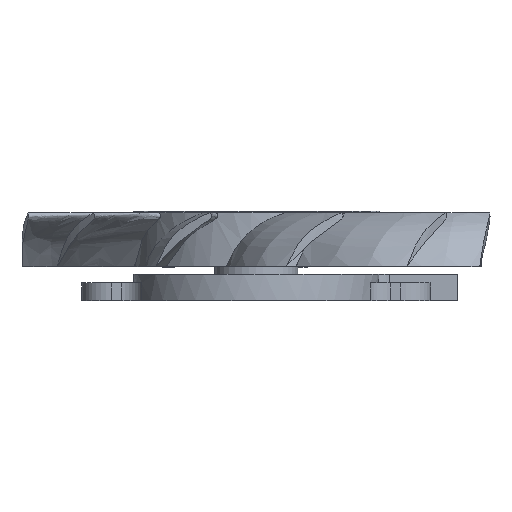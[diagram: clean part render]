
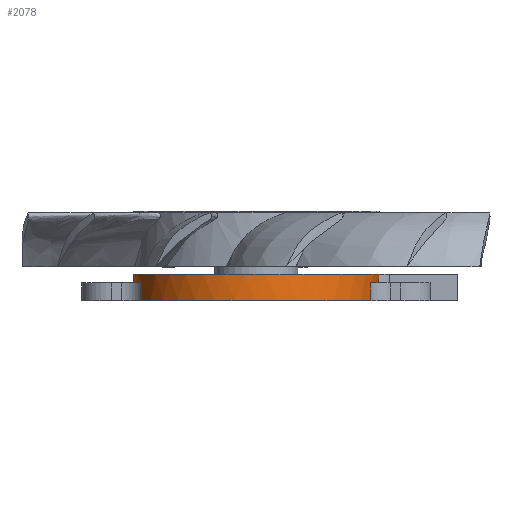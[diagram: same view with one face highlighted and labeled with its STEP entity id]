
A CAD part, top view. The second image highlights one B-rep face of the part: STEP entity #2078.
In plain terms, the highlighted cylindrical face has radius 14.4 mm (diameter 28.8 mm), a partial arc.
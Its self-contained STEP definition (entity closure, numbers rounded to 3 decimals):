
#87=CARTESIAN_POINT('',(0.,0.,0.));
#88=DIRECTION('',(0.,1.,0.));
#89=DIRECTION('',(0.215,0.,-0.977));
#90=AXIS2_PLACEMENT_3D('',#87,#88,#89);
#105=CARTESIAN_POINT('',(0.,0.,0.));
#106=DIRECTION('',(0.,1.,0.));
#107=DIRECTION('',(-0.912,0.,-0.41));
#108=AXIS2_PLACEMENT_3D('',#105,#106,#107);
#123=CARTESIAN_POINT('',(0.,0.,0.));
#124=DIRECTION('',(0.,1.,0.));
#125=DIRECTION('',(-0.935,0.,0.355));
#126=AXIS2_PLACEMENT_3D('',#123,#124,#125);
#141=CARTESIAN_POINT('',(0.,0.,0.));
#142=DIRECTION('',(0.,1.,0.));
#143=DIRECTION('',(0.935,0.,-0.355));
#144=AXIS2_PLACEMENT_3D('',#141,#142,#143);
#271=DIRECTION('',(0.,1.,0.));
#272=VECTOR('',#271,3.1);
#273=CARTESIAN_POINT('',(3.102,0.,-14.062));
#274=LINE('',#273,#272);
#275=CARTESIAN_POINT('',(0.,3.1,0.));
#276=DIRECTION('',(0.,1.,0.));
#277=DIRECTION('',(0.215,0.,-0.977));
#278=AXIS2_PLACEMENT_3D('',#275,#276,#277);
#280=DIRECTION('',(0.,-1.,0.));
#281=VECTOR('',#280,3.1);
#282=CARTESIAN_POINT('',(13.362,3.1,-5.368));
#283=LINE('',#282,#281);
#284=DIRECTION('',(0.,1.,0.));
#285=VECTOR('',#284,2.1);
#286=CARTESIAN_POINT('',(13.462,0.,-5.112));
#287=LINE('',#286,#285);
#288=CARTESIAN_POINT('',(0.,2.1,0.));
#289=DIRECTION('',(0.,-1.,0.));
#290=DIRECTION('',(0.935,0.,-0.355));
#291=AXIS2_PLACEMENT_3D('',#288,#289,#290);
#293=DIRECTION('',(0.,-1.,0.));
#294=VECTOR('',#293,2.1);
#295=CARTESIAN_POINT('',(13.462,2.1,5.112));
#296=LINE('',#295,#294);
#297=DIRECTION('',(0.,1.,0.));
#298=VECTOR('',#297,2.1);
#299=CARTESIAN_POINT('',(-13.462,0.,5.112));
#300=LINE('',#299,#298);
#301=CARTESIAN_POINT('',(0.,2.1,0.));
#302=DIRECTION('',(0.,-1.,0.));
#303=DIRECTION('',(-0.935,0.,0.355));
#304=AXIS2_PLACEMENT_3D('',#301,#302,#303);
#306=DIRECTION('',(0.,-1.,0.));
#307=VECTOR('',#306,2.1);
#308=CARTESIAN_POINT('',(-13.462,2.1,-5.112));
#309=LINE('',#308,#307);
#310=DIRECTION('',(0.,1.,0.));
#311=VECTOR('',#310,2.1);
#312=CARTESIAN_POINT('',(-13.134,0.,-5.904));
#313=LINE('',#312,#311);
#314=DIRECTION('',(0.,-1.,0.));
#315=VECTOR('',#314,2.1);
#316=CARTESIAN_POINT('',(-5.904,2.1,-13.134));
#317=LINE('',#316,#315);
#1383=CARTESIAN_POINT('',(0.,2.1,0.));
#1384=DIRECTION('',(0.,1.,0.));
#1385=DIRECTION('',(-0.41,0.,-0.912));
#1386=AXIS2_PLACEMENT_3D('',#1383,#1384,#1385);
#1545=CARTESIAN_POINT('',(-13.134,0.,-5.904));
#1546=CARTESIAN_POINT('',(-13.134,2.1,-5.904));
#1547=VERTEX_POINT('',#1545);
#1548=VERTEX_POINT('',#1546);
#1553=CARTESIAN_POINT('',(-13.462,2.1,-5.112));
#1554=CARTESIAN_POINT('',(-13.462,0.,-5.112));
#1555=VERTEX_POINT('',#1553);
#1556=VERTEX_POINT('',#1554);
#1561=CARTESIAN_POINT('',(-13.462,0.,5.112));
#1562=CARTESIAN_POINT('',(-13.462,2.1,5.112));
#1563=VERTEX_POINT('',#1561);
#1564=VERTEX_POINT('',#1562);
#1569=CARTESIAN_POINT('',(-5.904,2.1,-13.134));
#1570=CARTESIAN_POINT('',(-5.904,0.,-13.134));
#1571=VERTEX_POINT('',#1569);
#1572=VERTEX_POINT('',#1570);
#1577=CARTESIAN_POINT('',(13.462,0.,-5.112));
#1578=CARTESIAN_POINT('',(13.462,2.1,-5.112));
#1579=VERTEX_POINT('',#1577);
#1580=VERTEX_POINT('',#1578);
#1585=CARTESIAN_POINT('',(13.462,2.1,5.112));
#1586=CARTESIAN_POINT('',(13.462,0.,5.112));
#1587=VERTEX_POINT('',#1585);
#1588=VERTEX_POINT('',#1586);
#1625=CARTESIAN_POINT('',(13.362,3.1,-5.368));
#1626=CARTESIAN_POINT('',(13.362,0.,-5.368));
#1627=VERTEX_POINT('',#1625);
#1628=VERTEX_POINT('',#1626);
#1683=CARTESIAN_POINT('',(3.102,0.,-14.062));
#1684=CARTESIAN_POINT('',(3.102,3.1,-14.062));
#1685=VERTEX_POINT('',#1683);
#1686=VERTEX_POINT('',#1684);
#2045=CARTESIAN_POINT('',(0.,0.,0.));
#2046=DIRECTION('',(0.,1.,0.));
#2047=DIRECTION('',(1.,0.,0.));
#2048=AXIS2_PLACEMENT_3D('',#2045,#2046,#2047);
#2049=CYLINDRICAL_SURFACE('',#2048,14.4);
#2051=ORIENTED_EDGE('',*,*,#2050,.T.);
#2053=ORIENTED_EDGE('',*,*,#2052,.T.);
#2055=ORIENTED_EDGE('',*,*,#2054,.T.);
#2056=ORIENTED_EDGE('',*,*,#1889,.F.);
#2058=ORIENTED_EDGE('',*,*,#2057,.T.);
#2059=ORIENTED_EDGE('',*,*,#2003,.T.);
#2060=ORIENTED_EDGE('',*,*,#2037,.T.);
#2061=ORIENTED_EDGE('',*,*,#1877,.F.);
#2063=ORIENTED_EDGE('',*,*,#2062,.T.);
#2065=ORIENTED_EDGE('',*,*,#2064,.T.);
#2067=ORIENTED_EDGE('',*,*,#2066,.T.);
#2068=ORIENTED_EDGE('',*,*,#1865,.F.);
#2070=ORIENTED_EDGE('',*,*,#2069,.T.);
#2072=ORIENTED_EDGE('',*,*,#2071,.F.);
#2074=ORIENTED_EDGE('',*,*,#2073,.T.);
#2075=ORIENTED_EDGE('',*,*,#1853,.F.);
#2076=EDGE_LOOP('',(#2051,#2053,#2055,#2056,#2058,#2059,#2060,#2061,#2063,#2065,
#2067,#2068,#2070,#2072,#2074,#2075));
#2077=FACE_OUTER_BOUND('',#2076,.F.);
#91=CIRCLE('',#90,14.4);
#109=CIRCLE('',#108,14.4);
#127=CIRCLE('',#126,14.4);
#145=CIRCLE('',#144,14.4);
#279=CIRCLE('',#278,14.4);
#292=CIRCLE('',#291,14.4);
#305=CIRCLE('',#304,14.4);
#1387=CIRCLE('',#1386,14.4);
#1853=EDGE_CURVE('',#1685,#1572,#91,.T.);
#1865=EDGE_CURVE('',#1547,#1556,#109,.T.);
#1877=EDGE_CURVE('',#1563,#1588,#127,.T.);
#1889=EDGE_CURVE('',#1579,#1628,#145,.T.);
#2003=EDGE_CURVE('',#1580,#1587,#292,.T.);
#2037=EDGE_CURVE('',#1587,#1588,#296,.T.);
#2050=EDGE_CURVE('',#1685,#1686,#274,.T.);
#2052=EDGE_CURVE('',#1686,#1627,#279,.T.);
#2054=EDGE_CURVE('',#1627,#1628,#283,.T.);
#2057=EDGE_CURVE('',#1579,#1580,#287,.T.);
#2062=EDGE_CURVE('',#1563,#1564,#300,.T.);
#2064=EDGE_CURVE('',#1564,#1555,#305,.T.);
#2066=EDGE_CURVE('',#1555,#1556,#309,.T.);
#2069=EDGE_CURVE('',#1547,#1548,#313,.T.);
#2071=EDGE_CURVE('',#1571,#1548,#1387,.T.);
#2073=EDGE_CURVE('',#1571,#1572,#317,.T.);
#2078=ADVANCED_FACE('',(#2077),#2049,.T.);
